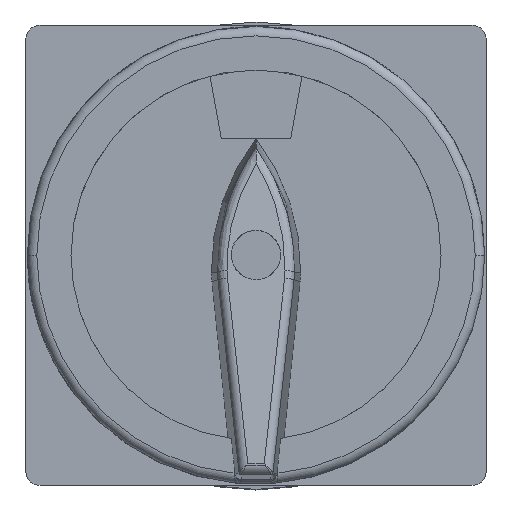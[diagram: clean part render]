
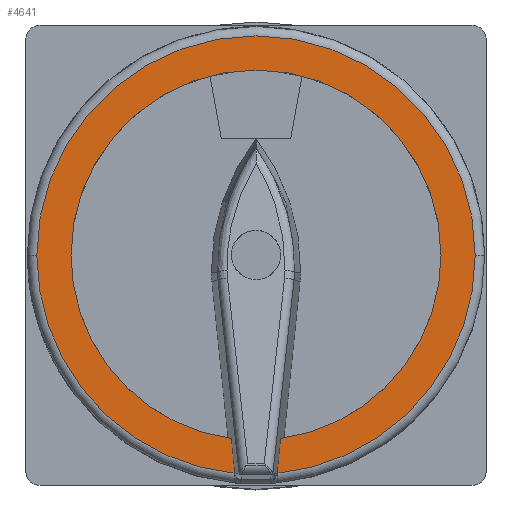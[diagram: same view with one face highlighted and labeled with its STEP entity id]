
A CAD part, top view. The second image highlights one B-rep face of the part: STEP entity #4641.
In plain terms, the highlighted planar face has unit normal (0, 0, 1).
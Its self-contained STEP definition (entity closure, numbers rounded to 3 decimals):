
#36 = VECTOR ( 'NONE', #5582, 1000. ) ;
#232 = CIRCLE ( 'NONE', #9765, 30.954 ) ;
#519 = EDGE_CURVE ( 'NONE', #8264, #2874, #7511, .T. ) ;
#635 = CARTESIAN_POINT ( 'NONE',  ( 32.495, 32.495, 23.41 ) ) ;
#786 = EDGE_CURVE ( 'NONE', #8070, #4399, #4498, .T. ) ;
#922 = VECTOR ( 'NONE', #7135, 1000. ) ;
#929 = CARTESIAN_POINT ( 'NONE',  ( 32.495, 32.495, 23.41 ) ) ;
#1472 = CIRCLE ( 'NONE', #2201, 26.13 ) ;
#1485 = DIRECTION ( 'NONE',  ( 1., 0., 0. ) ) ;
#1764 = DIRECTION ( 'NONE',  ( 1., 0., 0. ) ) ;
#1959 = ORIENTED_EDGE ( 'NONE', *, *, #2405, .T. ) ;
#2067 = AXIS2_PLACEMENT_3D ( 'NONE', #3362, #9211, #4192 ) ;
#2201 = AXIS2_PLACEMENT_3D ( 'NONE', #2813, #8666, #3651 ) ;
#2370 = ORIENTED_EDGE ( 'NONE', *, *, #519, .T. ) ;
#2405 = EDGE_CURVE ( 'NONE', #7223, #8264, #4365, .T. ) ;
#2525 = PLANE ( 'NONE',  #3563 ) ;
#2766 = EDGE_CURVE ( 'NONE', #4864, #8508, #1472, .T. ) ;
#2813 = CARTESIAN_POINT ( 'NONE',  ( 32.495, 32.495, 23.41 ) ) ;
#2874 = VERTEX_POINT ( 'NONE', #7969 ) ;
#2916 = AXIS2_PLACEMENT_3D ( 'NONE', #9134, #4123, #9934 ) ;
#2944 = CARTESIAN_POINT ( 'NONE',  ( 38.578, 31.866, 23.41 ) ) ;
#2955 = ORIENTED_EDGE ( 'NONE', *, *, #10625, .F. ) ;
#3146 = LINE ( 'NONE', #2944, #922 ) ;
#3179 = EDGE_CURVE ( 'NONE', #3851, #4399, #9533, .T. ) ;
#3362 = CARTESIAN_POINT ( 'NONE',  ( 32.495, 32.495, 23.41 ) ) ;
#3366 = DIRECTION ( 'NONE',  ( 0., 0., 1. ) ) ;
#3517 = CARTESIAN_POINT ( 'NONE',  ( 32.495, 32.495, 23.41 ) ) ;
#3563 = AXIS2_PLACEMENT_3D ( 'NONE', #5003, #3366, #9217 ) ;
#3651 = DIRECTION ( 'NONE',  ( 1., 0., 0. ) ) ;
#3851 = VERTEX_POINT ( 'NONE', #7041 ) ;
#4123 = DIRECTION ( 'NONE',  ( 0., 0., 1. ) ) ;
#4172 = CARTESIAN_POINT ( 'NONE',  ( 29.023, 6.597, 23.41 ) ) ;
#4192 = DIRECTION ( 'NONE',  ( 1., 0., 0. ) ) ;
#4336 = AXIS2_PLACEMENT_3D ( 'NONE', #635, #6512, #1485 ) ;
#4348 = DIRECTION ( 'NONE',  ( 1., 0., 0. ) ) ;
#4365 = CIRCLE ( 'NONE', #8709, 30.954 ) ;
#4399 = VERTEX_POINT ( 'NONE', #4172 ) ;
#4498 = LINE ( 'NONE', #8927, #36 ) ;
#4597 = ORIENTED_EDGE ( 'NONE', *, *, #3179, .F. ) ;
#4641 = ADVANCED_FACE ( 'NONE', ( #7050 ), #2525, .T. ) ;
#4819 = ORIENTED_EDGE ( 'NONE', *, *, #9793, .T. ) ;
#4864 = VERTEX_POINT ( 'NONE', #5516 ) ;
#5003 = CARTESIAN_POINT ( 'NONE',  ( 32.495, 32.495, 23.41 ) ) ;
#5516 = CARTESIAN_POINT ( 'NONE',  ( 35.967, 6.597, 23.41 ) ) ;
#5582 = DIRECTION ( 'NONE',  ( -0.103, 0.995, 0. ) ) ;
#5797 = ORIENTED_EDGE ( 'NONE', *, *, #2766, .F. ) ;
#6217 = CARTESIAN_POINT ( 'NONE',  ( 35.459, 1.683, 23.41 ) ) ;
#6413 = CIRCLE ( 'NONE', #2067, 26.13 ) ;
#6512 = DIRECTION ( 'NONE',  ( 0., 0., 1. ) ) ;
#6678 = CARTESIAN_POINT ( 'NONE',  ( 63.449, 32.495, 23.41 ) ) ;
#6799 = DIRECTION ( 'NONE',  ( 0., 0., 1. ) ) ;
#7041 = CARTESIAN_POINT ( 'NONE',  ( 6.365, 32.495, 23.41 ) ) ;
#7050 = FACE_OUTER_BOUND ( 'NONE', #9140, .T. ) ;
#7135 = DIRECTION ( 'NONE',  ( -0.103, -0.995, 0. ) ) ;
#7223 = VERTEX_POINT ( 'NONE', #6217 ) ;
#7511 = CIRCLE ( 'NONE', #4336, 30.954 ) ;
#7884 = CARTESIAN_POINT ( 'NONE',  ( 58.625, 32.495, 23.41 ) ) ;
#7969 = CARTESIAN_POINT ( 'NONE',  ( 1.541, 32.495, 23.41 ) ) ;
#8070 = VERTEX_POINT ( 'NONE', #9974 ) ;
#8264 = VERTEX_POINT ( 'NONE', #6678 ) ;
#8508 = VERTEX_POINT ( 'NONE', #7884 ) ;
#8584 = EDGE_CURVE ( 'NONE', #4864, #7223, #3146, .T. ) ;
#8666 = DIRECTION ( 'NONE',  ( 0., 0., 1. ) ) ;
#8709 = AXIS2_PLACEMENT_3D ( 'NONE', #3517, #9371, #4348 ) ;
#8927 = CARTESIAN_POINT ( 'NONE',  ( 26.412, 31.866, 23.41 ) ) ;
#8933 = ORIENTED_EDGE ( 'NONE', *, *, #786, .T. ) ;
#9134 = CARTESIAN_POINT ( 'NONE',  ( 32.495, 32.495, 23.41 ) ) ;
#9140 = EDGE_LOOP ( 'NONE', ( #9856, #1959, #2370, #4819, #8933, #4597, #2955, #5797 ) ) ;
#9211 = DIRECTION ( 'NONE',  ( 0., 0., 1. ) ) ;
#9217 = DIRECTION ( 'NONE',  ( 1., 0., 0. ) ) ;
#9371 = DIRECTION ( 'NONE',  ( 0., 0., 1. ) ) ;
#9533 = CIRCLE ( 'NONE', #2916, 26.13 ) ;
#9765 = AXIS2_PLACEMENT_3D ( 'NONE', #929, #6799, #1764 ) ;
#9793 = EDGE_CURVE ( 'NONE', #2874, #8070, #232, .T. ) ;
#9856 = ORIENTED_EDGE ( 'NONE', *, *, #8584, .T. ) ;
#9934 = DIRECTION ( 'NONE',  ( 1., 0., 0. ) ) ;
#9974 = CARTESIAN_POINT ( 'NONE',  ( 29.531, 1.683, 23.41 ) ) ;
#10625 = EDGE_CURVE ( 'NONE', #8508, #3851, #6413, .T. ) ;
